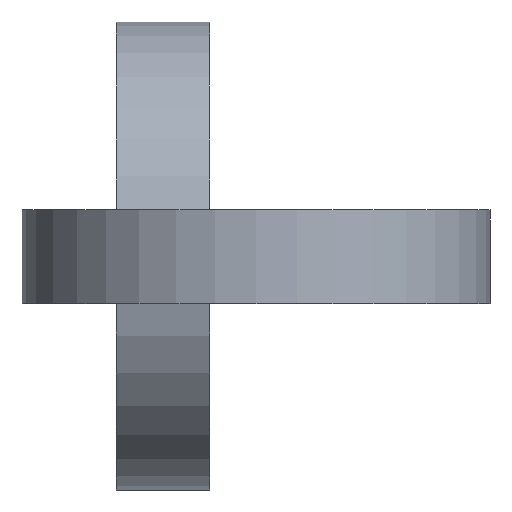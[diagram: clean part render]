
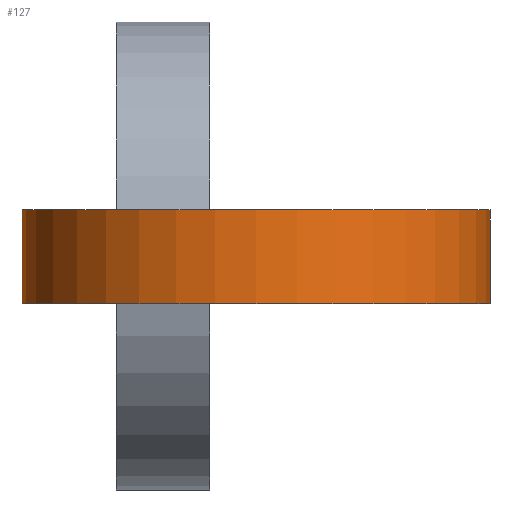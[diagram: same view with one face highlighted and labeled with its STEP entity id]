
A CAD part, front view. The second image highlights one B-rep face of the part: STEP entity #127.
In plain terms, the highlighted cylindrical face has radius 50 mm (diameter 100 mm), a partial arc.
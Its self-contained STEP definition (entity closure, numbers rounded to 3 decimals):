
#71=CARTESIAN_POINT('Axis2P3D Location',(0.,0.,10.)) ;
#76=CARTESIAN_POINT('Line Origine',(50.,0.,10.)) ;
#80=CARTESIAN_POINT('Vertex',(50.,0.,0.)) ;
#82=CARTESIAN_POINT('Vertex',(50.,0.,20.)) ;
#89=CARTESIAN_POINT('Vertex',(-50.,0.,0.)) ;
#92=CARTESIAN_POINT('Line Origine',(-50.,0.,10.)) ;
#96=CARTESIAN_POINT('Vertex',(-50.,0.,20.)) ;
#111=CARTESIAN_POINT('Axis2P3D Location',(0.,0.,0.)) ;
#116=CARTESIAN_POINT('Axis2P3D Location',(0.,0.,20.)) ;
#72=DIRECTION('Axis2P3D Direction',(0.,0.,1.)) ;
#73=DIRECTION('Axis2P3D XDirection',(1.,0.,0.)) ;
#77=DIRECTION('Vector Direction',(0.,0.,1.)) ;
#93=DIRECTION('Vector Direction',(0.,0.,1.)) ;
#112=DIRECTION('Axis2P3D Direction',(0.,0.,1.)) ;
#117=DIRECTION('Axis2P3D Direction',(0.,0.,1.)) ;
#74=AXIS2_PLACEMENT_3D('Cylinder Axis2P3D',#71,#72,#73) ;
#113=AXIS2_PLACEMENT_3D('Circle Axis2P3D',#111,#112,$) ;
#118=AXIS2_PLACEMENT_3D('Circle Axis2P3D',#116,#117,$) ;
#122=ORIENTED_EDGE('',*,*,#98,.F.) ;
#123=ORIENTED_EDGE('',*,*,#115,.T.) ;
#124=ORIENTED_EDGE('',*,*,#84,.T.) ;
#125=ORIENTED_EDGE('',*,*,#120,.F.) ;
#78=VECTOR('Line Direction',#77,1.) ;
#94=VECTOR('Line Direction',#93,1.) ;
#127=ADVANCED_FACE('Hauptk\X2\00F6\X0\rper',(#126),#75,.T.) ;
#114=CIRCLE('generated circle',#113,50.) ;
#119=CIRCLE('generated circle',#118,50.) ;
#75=CYLINDRICAL_SURFACE('generated cylinder',#74,50.) ;
#84=EDGE_CURVE('',#81,#83,#79,.T.) ;
#98=EDGE_CURVE('',#90,#97,#95,.T.) ;
#115=EDGE_CURVE('',#90,#81,#114,.T.) ;
#120=EDGE_CURVE('',#97,#83,#119,.T.) ;
#121=EDGE_LOOP('',(#122,#123,#124,#125)) ;
#126=FACE_OUTER_BOUND('',#121,.T.) ;
#79=LINE('Line',#76,#78) ;
#95=LINE('Line',#92,#94) ;
#81=VERTEX_POINT('',#80) ;
#83=VERTEX_POINT('',#82) ;
#90=VERTEX_POINT('',#89) ;
#97=VERTEX_POINT('',#96) ;
